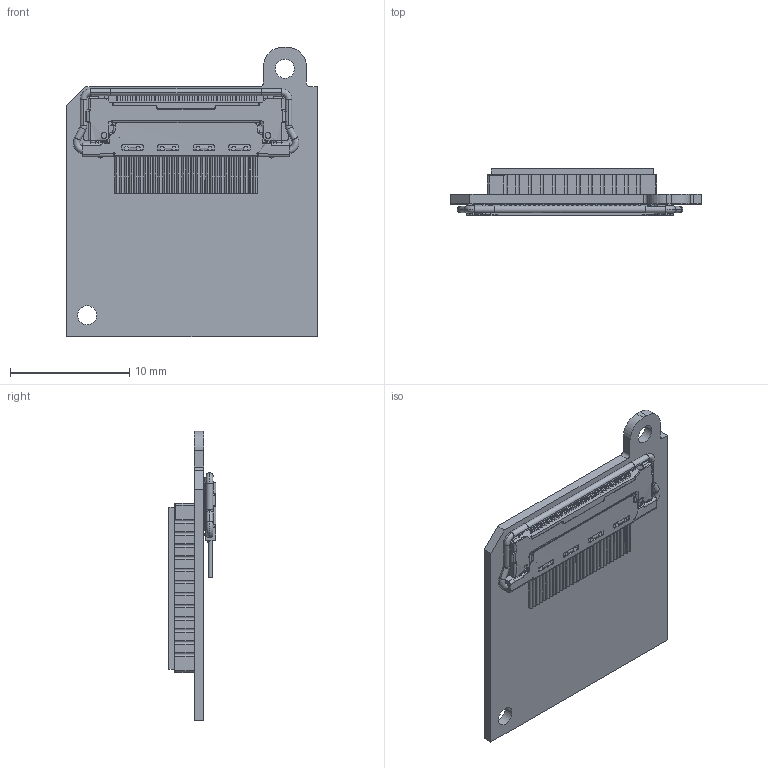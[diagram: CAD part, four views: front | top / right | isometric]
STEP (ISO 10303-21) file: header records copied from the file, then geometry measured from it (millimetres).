
FILE_DESCRIPTION((''),'2;1');
FILE_NAME('FBS_ELECTRONIC_BOARD','2021-09-07T17:14:34',('silo-mech'),(''),'CREO PARAMETRIC BY PTC INC, 2020454','CREO PARAMETRIC BY PTC INC, 2020454','');
FILE_SCHEMA(('CONFIG_CONTROL_DESIGN'));
Length unit declared in the file: millimetre
Products named in the file (1): FBS_ELECTRONIC_BOARD
Bounding box: 21 x 4.01 x 24.3 mm (x, y, z)
Surface area: 1967.1 mm2 (no closed solid volume)
Topology: 0 solids, 1 shells, 1375 faces, 3678 edges, 2346 vertices
Faces by surface type: plane 915, cylinder 439, torus 12, bspline 4, cone 4, sphere 1
Entity records: 43592 total; most frequent: CARTESIAN_POINT 9715, ORIENTED_EDGE 7330, DIRECTION 6626, EDGE_CURVE 3665, VECTOR 2416, LINE 2416, VERTEX_POINT 2342, AXIS2_PLACEMENT_3D 2105
